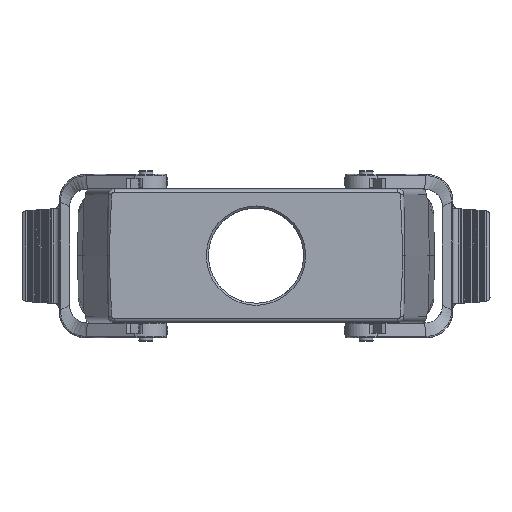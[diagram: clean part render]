
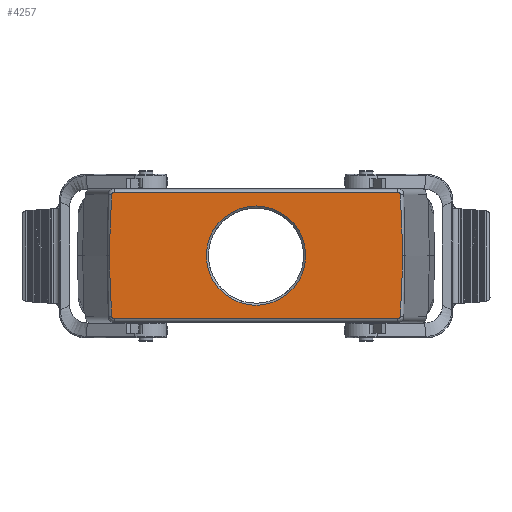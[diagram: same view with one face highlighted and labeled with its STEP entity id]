
A CAD part, top view. The second image highlights one B-rep face of the part: STEP entity #4257.
In plain terms, the highlighted planar face has unit normal (0, 0, 1).
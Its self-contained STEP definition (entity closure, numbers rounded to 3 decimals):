
#65=ELLIPSE('',#25961,114.609,2.);
#66=ELLIPSE('',#25966,114.609,2.);
#67=ELLIPSE('',#25976,114.609,2.);
#69=ELLIPSE('',#25981,114.609,2.);
#2016=FACE_BOUND('',#7239,.T.);
#2017=FACE_BOUND('',#7240,.T.);
#2751=CIRCLE('',#25956,0.74);
#2756=CIRCLE('',#25968,0.74);
#2760=CIRCLE('',#25973,0.74);
#2764=CIRCLE('',#25984,0.74);
#3084=CIRCLE('',#26853,16.7);
#4257=ADVANCED_FACE('',(#2016,#2017),#4866,.T.);
#4866=PLANE('',#26854);
#7239=EDGE_LOOP('',(#13077));
#7240=EDGE_LOOP('',(#13078,#13079,#13080,#13081,#13082,#13083,#13084,#13085,
#13086,#13087));
#13077=ORIENTED_EDGE('',*,*,#17893,.F.);
#13078=ORIENTED_EDGE('',*,*,#16456,.F.);
#13079=ORIENTED_EDGE('',*,*,#16462,.F.);
#13080=ORIENTED_EDGE('',*,*,#16468,.F.);
#13081=ORIENTED_EDGE('',*,*,#16474,.F.);
#13082=ORIENTED_EDGE('',*,*,#16479,.F.);
#13083=ORIENTED_EDGE('',*,*,#16476,.F.);
#13084=ORIENTED_EDGE('',*,*,#16470,.F.);
#13085=ORIENTED_EDGE('',*,*,#16464,.F.);
#13086=ORIENTED_EDGE('',*,*,#16458,.F.);
#13087=ORIENTED_EDGE('',*,*,#16452,.F.);
#14079=VERTEX_POINT('',#39847);
#14080=VERTEX_POINT('',#39849);
#14082=VERTEX_POINT('',#39855);
#14084=VERTEX_POINT('',#39861);
#14086=VERTEX_POINT('',#39867);
#14088=VERTEX_POINT('',#39873);
#14091=VERTEX_POINT('',#39880);
#14092=VERTEX_POINT('',#39885);
#14094=VERTEX_POINT('',#39891);
#14096=VERTEX_POINT('',#39897);
#14962=VERTEX_POINT('',#47873);
#16452=EDGE_CURVE('',#14079,#14080,#2751,.T.);
#16456=EDGE_CURVE('',#14082,#14079,#65,.T.);
#16458=EDGE_CURVE('',#14080,#14084,#21180,.T.);
#16462=EDGE_CURVE('',#14086,#14082,#66,.T.);
#16464=EDGE_CURVE('',#14084,#14088,#2756,.T.);
#16468=EDGE_CURVE('',#14091,#14086,#2760,.T.);
#16470=EDGE_CURVE('',#14088,#14092,#67,.T.);
#16474=EDGE_CURVE('',#14094,#14091,#21184,.T.);
#16476=EDGE_CURVE('',#14092,#14096,#69,.T.);
#16479=EDGE_CURVE('',#14096,#14094,#2764,.T.);
#17893=EDGE_CURVE('',#14962,#14962,#3084,.T.);
#21180=LINE('',#39860,#23076);
#21184=LINE('',#39893,#23080);
#23076=VECTOR('',#29668,1.);
#23080=VECTOR('',#29706,1.);
#25956=AXIS2_PLACEMENT_3D('',#39848,#29653,#29654);
#25961=AXIS2_PLACEMENT_3D('',#39857,#29663,#29664);
#25966=AXIS2_PLACEMENT_3D('',#39869,#29676,#29677);
#25968=AXIS2_PLACEMENT_3D('',#39872,#29681,#29682);
#25973=AXIS2_PLACEMENT_3D('',#39881,#29691,#29692);
#25976=AXIS2_PLACEMENT_3D('',#39884,#29697,#29698);
#25981=AXIS2_PLACEMENT_3D('',#39896,#29710,#29711);
#25984=AXIS2_PLACEMENT_3D('',#39902,#29717,#29718);
#26853=AXIS2_PLACEMENT_3D('',#47872,#32150,#32151);
#26854=AXIS2_PLACEMENT_3D('',#47874,#32152,#32153);
#29653=DIRECTION('',(0.,0.,-1.));
#29654=DIRECTION('',(1.,0.,0.));
#29663=DIRECTION('',(0.,0.,-1.));
#29664=DIRECTION('',(-0.014,-1.,0.));
#29668=DIRECTION('',(1.,0.,0.));
#29676=DIRECTION('',(0.,0.,-1.));
#29677=DIRECTION('',(0.014,-1.,0.));
#29681=DIRECTION('',(0.,0.,-1.));
#29682=DIRECTION('',(1.,0.,0.));
#29691=DIRECTION('',(0.,0.,-1.));
#29692=DIRECTION('',(1.,0.,0.));
#29697=DIRECTION('',(0.,0.,-1.));
#29698=DIRECTION('',(0.014,-1.,0.));
#29706=DIRECTION('',(-1.,0.,0.));
#29710=DIRECTION('',(0.,0.,-1.));
#29711=DIRECTION('',(-0.014,-1.,0.));
#29717=DIRECTION('',(0.,0.,-1.));
#29718=DIRECTION('',(1.,0.,0.));
#32150=DIRECTION('',(0.,0.,1.));
#32151=DIRECTION('',(1.,0.,0.));
#32152=DIRECTION('',(0.,0.,1.));
#32153=DIRECTION('',(1.,0.,0.));
#39847=CARTESIAN_POINT('',(-48.492,20.543,66.35));
#39848=CARTESIAN_POINT('',(-47.753,20.5,66.35));
#39849=CARTESIAN_POINT('',(-47.753,21.24,66.35));
#39855=CARTESIAN_POINT('',(-49.372,0.,66.35));
#39857=CARTESIAN_POINT('',(-49.285,-85.952,66.35));
#39860=CARTESIAN_POINT('',(-53.287,21.24,66.35));
#39861=CARTESIAN_POINT('',(47.753,21.24,66.35));
#39867=CARTESIAN_POINT('',(-48.492,-20.543,66.35));
#39869=CARTESIAN_POINT('',(-49.285,85.952,66.35));
#39872=CARTESIAN_POINT('',(47.753,20.5,66.35));
#39873=CARTESIAN_POINT('',(48.492,20.543,66.35));
#39880=CARTESIAN_POINT('',(-47.753,-21.24,66.35));
#39881=CARTESIAN_POINT('',(-47.753,-20.5,66.35));
#39884=CARTESIAN_POINT('',(49.285,-85.952,66.35));
#39885=CARTESIAN_POINT('',(49.372,0.,66.35));
#39891=CARTESIAN_POINT('',(47.753,-21.24,66.35));
#39893=CARTESIAN_POINT('',(-49.697,-21.24,66.35));
#39896=CARTESIAN_POINT('',(49.285,85.952,66.35));
#39897=CARTESIAN_POINT('',(48.492,-20.543,66.35));
#39902=CARTESIAN_POINT('',(47.753,-20.5,66.35));
#47872=CARTESIAN_POINT('',(0.,0.,66.35));
#47873=CARTESIAN_POINT('',(16.7,0.,66.35));
#47874=CARTESIAN_POINT('',(-55.,-23.,66.35));
